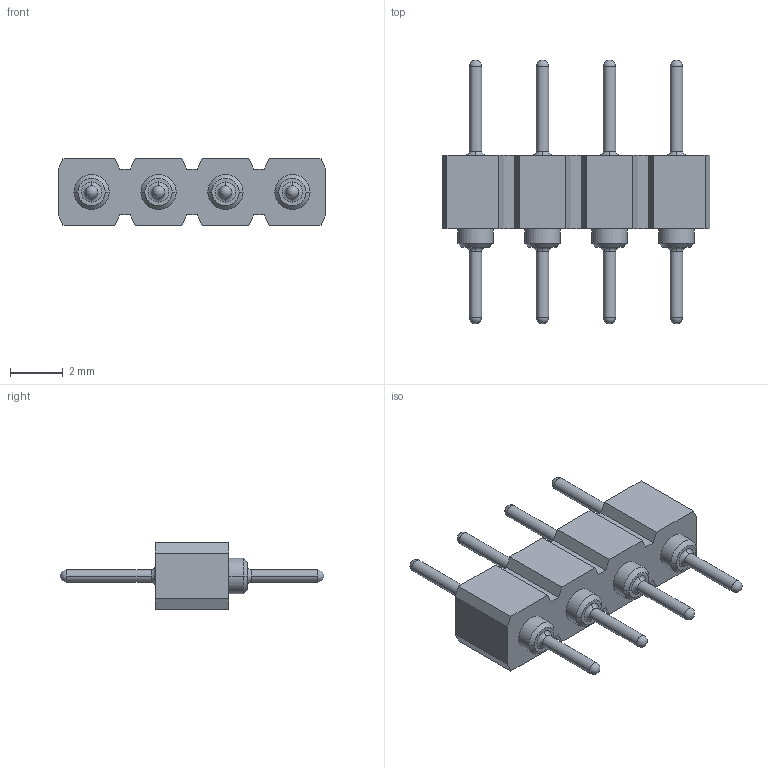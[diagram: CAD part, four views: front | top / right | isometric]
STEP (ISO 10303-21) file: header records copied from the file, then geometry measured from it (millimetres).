
FILE_DESCRIPTION(('STEP AP242'),'1');
FILE_NAME('pcb_connector_350-80-104-00-006101.stp','2021-05-21T00:20:33',('TraceParts'),('TraceParts S.A.'),'Spatial InterOp 3D',' ',' ');
FILE_SCHEMA(('AP242_MANAGED_MODEL_BASED_3D_ENGINEERING_MIM_LF {1 0 10303 442 1 1 4}'));
Length unit declared in the file: millimetre
Products named in the file (1): pcb_connector_350-80-104-00-006101
Bounding box: 10.16 x 10 x 2.54 mm (x, y, z)
Volume: 76.1 mm3; surface area: 173 mm2
Topology: 1 solids, 1 shells, 94 faces, 272 edges, 176 vertices
Faces by surface type: plane 38, cylinder 24, torus 16, cone 8, sphere 8
Entity records: 3824 total; most frequent: DIRECTION 574, CARTESIAN_POINT 527, ORIENTED_EDGE 512, EDGE_CURVE 256, AXIS2_PLACEMENT_3D 223, VERTEX_POINT 176, CIRCLE 128, LINE 128
